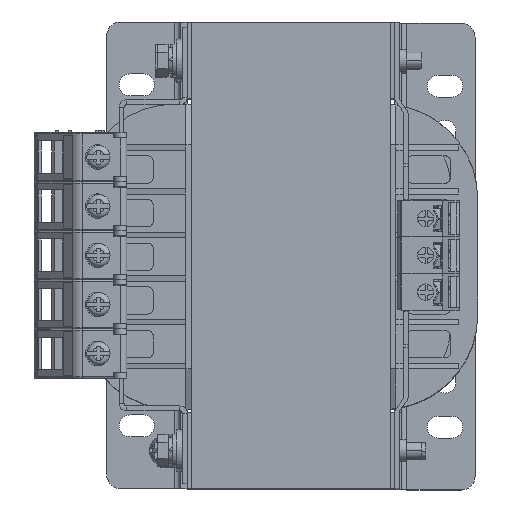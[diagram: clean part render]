
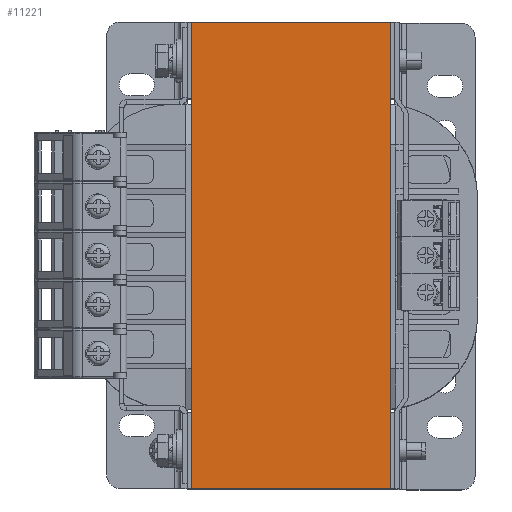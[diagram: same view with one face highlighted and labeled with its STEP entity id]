
A CAD part, top view. The second image highlights one B-rep face of the part: STEP entity #11221.
In plain terms, the highlighted planar face has unit normal (0, 0, -1).
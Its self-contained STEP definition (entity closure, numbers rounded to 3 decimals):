
#10801=DIRECTION('',(1.,0.,0.));
#10802=VECTOR('',#10801,73.);
#10803=CARTESIAN_POINT('',(-32.,85.973,71.083));
#10804=LINE('',#10803,#10802);
#10809=DIRECTION('',(0.,-1.,0.));
#10810=VECTOR('',#10809,171.);
#10811=CARTESIAN_POINT('',(-32.,85.973,71.083));
#10812=LINE('',#10811,#10810);
#10813=DIRECTION('',(1.,0.,0.));
#10814=VECTOR('',#10813,73.);
#10815=CARTESIAN_POINT('',(-32.,-85.027,71.083));
#10816=LINE('',#10815,#10814);
#10817=DIRECTION('',(0.,1.,0.));
#10818=VECTOR('',#10817,171.);
#10819=CARTESIAN_POINT('',(41.,-85.027,71.083));
#10820=LINE('',#10819,#10818);
#11019=CARTESIAN_POINT('',(-32.,-85.027,71.083));
#11020=VERTEX_POINT('',#11019);
#11021=CARTESIAN_POINT('',(-32.,85.973,71.083));
#11022=VERTEX_POINT('',#11021);
#11067=CARTESIAN_POINT('',(41.,-85.027,71.083));
#11068=VERTEX_POINT('',#11067);
#11069=CARTESIAN_POINT('',(41.,85.973,71.083));
#11070=VERTEX_POINT('',#11069);
#11208=CARTESIAN_POINT('',(4.5,0.473,71.083));
#11209=DIRECTION('',(0.,0.,1.));
#11210=DIRECTION('',(0.,-1.,0.));
#11211=AXIS2_PLACEMENT_3D('',#11208,#11209,#11210);
#11212=PLANE('',#11211);
#11213=ORIENTED_EDGE('',*,*,#11112,.T.);
#11215=ORIENTED_EDGE('',*,*,#11214,.T.);
#11217=ORIENTED_EDGE('',*,*,#11216,.T.);
#11218=ORIENTED_EDGE('',*,*,#11200,.F.);
#11219=EDGE_LOOP('',(#11213,#11215,#11217,#11218));
#11220=FACE_OUTER_BOUND('',#11219,.F.);
#11221=ADVANCED_FACE('',(#11220),#11212,.F.);
#11112=EDGE_CURVE('',#11022,#11020,#10812,.T.);
#11200=EDGE_CURVE('',#11022,#11070,#10804,.T.);
#11214=EDGE_CURVE('',#11020,#11068,#10816,.T.);
#11216=EDGE_CURVE('',#11068,#11070,#10820,.T.);
